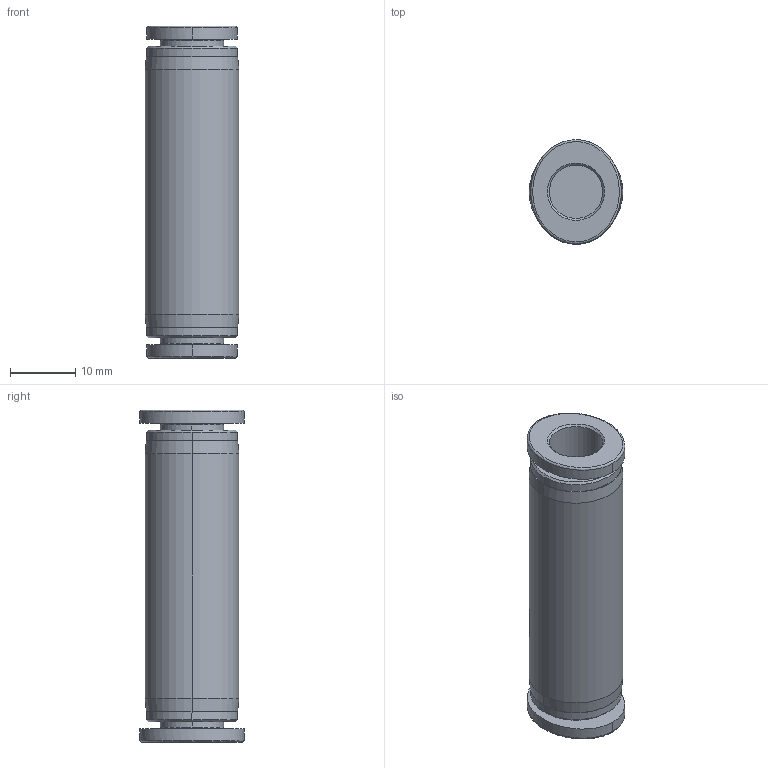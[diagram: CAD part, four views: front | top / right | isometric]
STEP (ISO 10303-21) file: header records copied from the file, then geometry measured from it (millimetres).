
FILE_DESCRIPTION((''),'2;1');
FILE_NAME('PCVU08-mdt.stp','2017-07-24T11:43:17',(''),(''),'Mechanical Desktop 2009','Mechanical Desktop 2009',', , ');
FILE_SCHEMA(('CONFIG_CONTROL_DESIGN'));
Length unit declared in the file: millimetre
Products named in the file (3): PCVU08-MDTA; PCVU08-MDT; COLLAR-L08
Assembly tree (2 placements, depth 2):
  PCVU08-MDTA
    PCVU08-MDT
    COLLAR-L08
Bounding box: 14.4 x 16 x 51 mm (x, y, z)
Volume: 6048.7 mm3; surface area: 3943.4 mm2
Topology: 1 solids, 1 shells, 46 faces, 90 edges, 54 vertices
Faces by surface type: cylinder 14, cone 12, bspline 10, plane 10
Entity records: 1909 total; most frequent: CARTESIAN_POINT 845, DIRECTION 216, ORIENTED_EDGE 180, AXIS2_PLACEMENT_3D 93, EDGE_CURVE 90, VERTEX_POINT 54, EDGE_LOOP 54, CIRCLE 50
